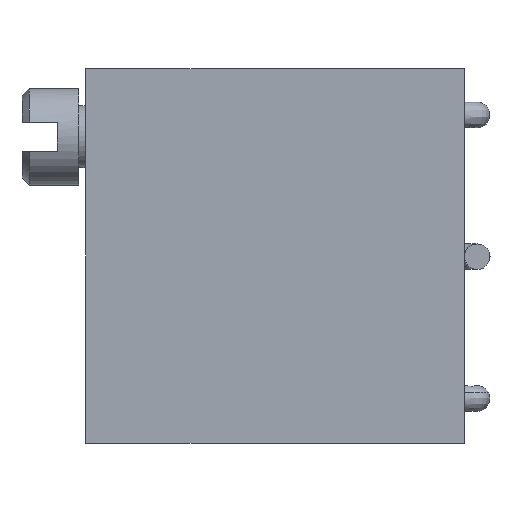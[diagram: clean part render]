
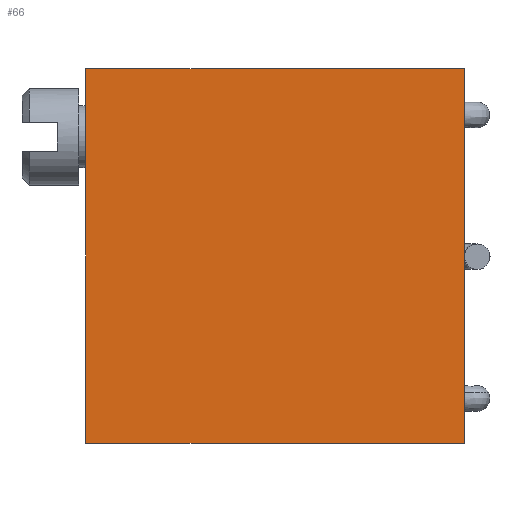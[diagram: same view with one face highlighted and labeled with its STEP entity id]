
A CAD part, front view. The second image highlights one B-rep face of the part: STEP entity #66.
In plain terms, the highlighted planar face has unit normal (0, -1, 0).
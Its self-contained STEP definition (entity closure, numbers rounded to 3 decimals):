
#66=ADVANCED_FACE('',(#186),#187,.F.);
#186=FACE_OUTER_BOUND('',#388,.T.);
#187=PLANE('',#389);
#388=EDGE_LOOP('',(#885,#886,#887,#888));
#389=AXIS2_PLACEMENT_3D('',#889,#890,#891);
#885=ORIENTED_EDGE('',*,*,#1637,.T.);
#886=ORIENTED_EDGE('',*,*,#1638,.T.);
#887=ORIENTED_EDGE('',*,*,#1639,.T.);
#888=ORIENTED_EDGE('',*,*,#1640,.T.);
#889=CARTESIAN_POINT('',(-2.299,0.0,0.0));
#890=DIRECTION('',(-0.0,1.0,0.0));
#891=DIRECTION('',(1.0,0.0,0.0));
#1637=EDGE_CURVE('',#1991,#1992,#1993,.T.);
#1638=EDGE_CURVE('',#1992,#1994,#1995,.T.);
#1639=EDGE_CURVE('',#1994,#1996,#1997,.T.);
#1640=EDGE_CURVE('',#1996,#1991,#1998,.T.);
#1991=VERTEX_POINT('',#2481);
#1992=VERTEX_POINT('',#2482);
#1993=LINE('',#2483,#2484);
#1994=VERTEX_POINT('',#2485);
#1995=LINE('',#2486,#2487);
#1996=VERTEX_POINT('',#2488);
#1997=LINE('',#2489,#2490);
#1998=LINE('',#2491,#2492);
#2481=CARTESIAN_POINT('',(-5.69,0.0,3.353));
#2482=CARTESIAN_POINT('',(-5.69,0.0,-3.353));
#2483=CARTESIAN_POINT('',(-5.69,0.0,3.353));
#2484=VECTOR('',#3110,6.706);
#2485=CARTESIAN_POINT('',(1.092,0.0,-3.353));
#2486=CARTESIAN_POINT('',(-5.69,0.0,-3.353));
#2487=VECTOR('',#3111,6.782);
#2488=CARTESIAN_POINT('',(1.092,0.0,3.353));
#2489=CARTESIAN_POINT('',(1.092,0.0,-3.353));
#2490=VECTOR('',#3112,6.706);
#2491=CARTESIAN_POINT('',(1.092,0.0,3.353));
#2492=VECTOR('',#3113,6.782);
#3110=DIRECTION('',(0.0,0.0,-1.0));
#3111=DIRECTION('',(1.0,0.0,0.0));
#3112=DIRECTION('',(0.0,0.0,1.0));
#3113=DIRECTION('',(-1.0,0.0,0.0));
